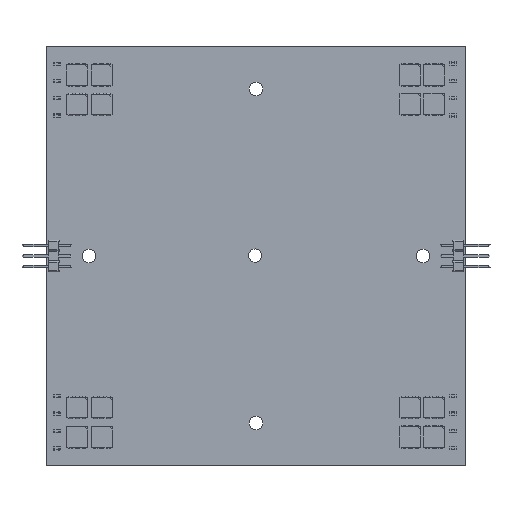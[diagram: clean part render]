
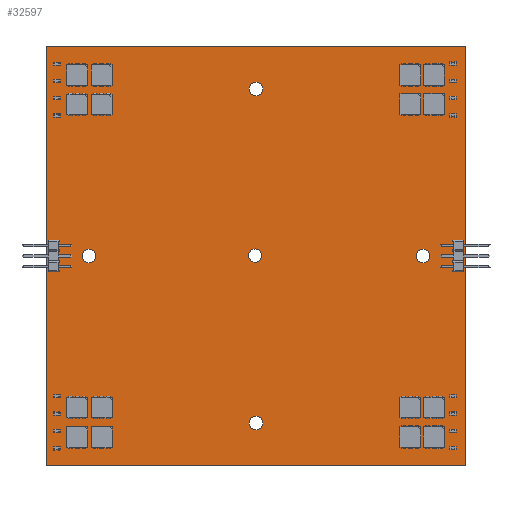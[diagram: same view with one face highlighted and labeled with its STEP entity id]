
A CAD part, top view. The second image highlights one B-rep face of the part: STEP entity #32597.
In plain terms, the highlighted planar face has unit normal (0, 0, 1).
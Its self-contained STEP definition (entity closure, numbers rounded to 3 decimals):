
#32152 = VERTEX_POINT('',#32153);
#32153 = CARTESIAN_POINT('',(-0.25,0.,0.));
#32159 = EDGE_CURVE('',#32152,#32160,#32162,.T.);
#32160 = VERTEX_POINT('',#32161);
#32161 = CARTESIAN_POINT('',(0.,-0.25,0.));
#32162 = CIRCLE('',#32163,0.249);
#32163 = AXIS2_PLACEMENT_3D('',#32164,#32165,#32166);
#32164 = CARTESIAN_POINT('',(-0.001,-0.001,
    0.));
#32165 = DIRECTION('',(0.,0.,1.));
#32166 = DIRECTION('',(-1.,0.003,0.));
#32192 = EDGE_CURVE('',#32160,#32193,#32195,.T.);
#32193 = VERTEX_POINT('',#32194);
#32194 = CARTESIAN_POINT('',(100.,-0.25,0.));
#32195 = LINE('',#32196,#32197);
#32196 = CARTESIAN_POINT('',(0.,-0.25,0.));
#32197 = VECTOR('',#32198,1.);
#32198 = DIRECTION('',(1.,0.,0.));
#32223 = EDGE_CURVE('',#32193,#32224,#32226,.T.);
#32224 = VERTEX_POINT('',#32225);
#32225 = CARTESIAN_POINT('',(100.25,0.,0.));
#32226 = CIRCLE('',#32227,0.249);
#32227 = AXIS2_PLACEMENT_3D('',#32228,#32229,#32230);
#32228 = CARTESIAN_POINT('',(100.001,-0.001,
    0.));
#32229 = DIRECTION('',(0.,0.,1.));
#32230 = DIRECTION('',(-0.003,-1.,0.));
#32256 = EDGE_CURVE('',#32224,#32257,#32259,.T.);
#32257 = VERTEX_POINT('',#32258);
#32258 = CARTESIAN_POINT('',(100.25,100.,0.));
#32259 = LINE('',#32260,#32261);
#32260 = CARTESIAN_POINT('',(100.25,0.,0.));
#32261 = VECTOR('',#32262,1.);
#32262 = DIRECTION('',(0.,1.,0.));
#32287 = EDGE_CURVE('',#32257,#32288,#32290,.T.);
#32288 = VERTEX_POINT('',#32289);
#32289 = CARTESIAN_POINT('',(100.,100.25,0.));
#32290 = CIRCLE('',#32291,0.249);
#32291 = AXIS2_PLACEMENT_3D('',#32292,#32293,#32294);
#32292 = CARTESIAN_POINT('',(100.001,100.001,0.));
#32293 = DIRECTION('',(0.,0.,1.));
#32294 = DIRECTION('',(1.,-0.003,0.));
#32320 = EDGE_CURVE('',#32288,#32321,#32323,.T.);
#32321 = VERTEX_POINT('',#32322);
#32322 = CARTESIAN_POINT('',(0.,100.25,0.));
#32323 = LINE('',#32324,#32325);
#32324 = CARTESIAN_POINT('',(100.,100.25,0.));
#32325 = VECTOR('',#32326,1.);
#32326 = DIRECTION('',(-1.,0.,0.));
#32351 = EDGE_CURVE('',#32321,#32352,#32354,.T.);
#32352 = VERTEX_POINT('',#32353);
#32353 = CARTESIAN_POINT('',(-0.25,100.,0.));
#32354 = CIRCLE('',#32355,0.249);
#32355 = AXIS2_PLACEMENT_3D('',#32356,#32357,#32358);
#32356 = CARTESIAN_POINT('',(-0.001,100.001,
    0.));
#32357 = DIRECTION('',(0.,0.,1.));
#32358 = DIRECTION('',(0.003,1.,0.));
#32384 = EDGE_CURVE('',#32352,#32152,#32385,.T.);
#32385 = LINE('',#32386,#32387);
#32386 = CARTESIAN_POINT('',(-0.25,100.,0.));
#32387 = VECTOR('',#32388,1.);
#32388 = DIRECTION('',(0.,-1.,0.));
#32408 = VERTEX_POINT('',#32409);
#32409 = CARTESIAN_POINT('',(11.6,50.,0.));
#32415 = EDGE_CURVE('',#32408,#32408,#32416,.T.);
#32416 = CIRCLE('',#32417,1.6);
#32417 = AXIS2_PLACEMENT_3D('',#32418,#32419,#32420);
#32418 = CARTESIAN_POINT('',(10.,50.,0.));
#32419 = DIRECTION('',(0.,0.,1.));
#32420 = DIRECTION('',(1.,0.,0.));
#32441 = VERTEX_POINT('',#32442);
#32442 = CARTESIAN_POINT('',(51.4,50.1,0.));
#32448 = EDGE_CURVE('',#32441,#32441,#32449,.T.);
#32449 = CIRCLE('',#32450,1.6);
#32450 = AXIS2_PLACEMENT_3D('',#32451,#32452,#32453);
#32451 = CARTESIAN_POINT('',(49.8,50.1,0.));
#32452 = DIRECTION('',(0.,0.,1.));
#32453 = DIRECTION('',(1.,0.,0.));
#32474 = VERTEX_POINT('',#32475);
#32475 = CARTESIAN_POINT('',(51.6,10.,0.));
#32481 = EDGE_CURVE('',#32474,#32474,#32482,.T.);
#32482 = CIRCLE('',#32483,1.6);
#32483 = AXIS2_PLACEMENT_3D('',#32484,#32485,#32486);
#32484 = CARTESIAN_POINT('',(50.,10.,0.));
#32485 = DIRECTION('',(0.,0.,1.));
#32486 = DIRECTION('',(1.,0.,0.));
#32507 = VERTEX_POINT('',#32508);
#32508 = CARTESIAN_POINT('',(51.6,90.,0.));
#32514 = EDGE_CURVE('',#32507,#32507,#32515,.T.);
#32515 = CIRCLE('',#32516,1.6);
#32516 = AXIS2_PLACEMENT_3D('',#32517,#32518,#32519);
#32517 = CARTESIAN_POINT('',(50.,90.,0.));
#32518 = DIRECTION('',(0.,0.,1.));
#32519 = DIRECTION('',(1.,0.,0.));
#32540 = VERTEX_POINT('',#32541);
#32541 = CARTESIAN_POINT('',(91.6,50.,0.));
#32547 = EDGE_CURVE('',#32540,#32540,#32548,.T.);
#32548 = CIRCLE('',#32549,1.6);
#32549 = AXIS2_PLACEMENT_3D('',#32550,#32551,#32552);
#32550 = CARTESIAN_POINT('',(90.,50.,0.));
#32551 = DIRECTION('',(0.,0.,1.));
#32552 = DIRECTION('',(1.,0.,0.));
#32597 = ADVANCED_FACE('',(#32598,#32608,#32611,#32614,#32617,#32620),
  #32623,.F.);
#32598 = FACE_BOUND('',#32599,.T.);
#32599 = EDGE_LOOP('',(#32600,#32601,#32602,#32603,#32604,#32605,#32606,
    #32607));
#32600 = ORIENTED_EDGE('',*,*,#32159,.T.);
#32601 = ORIENTED_EDGE('',*,*,#32192,.T.);
#32602 = ORIENTED_EDGE('',*,*,#32223,.T.);
#32603 = ORIENTED_EDGE('',*,*,#32256,.T.);
#32604 = ORIENTED_EDGE('',*,*,#32287,.T.);
#32605 = ORIENTED_EDGE('',*,*,#32320,.T.);
#32606 = ORIENTED_EDGE('',*,*,#32351,.T.);
#32607 = ORIENTED_EDGE('',*,*,#32384,.T.);
#32608 = FACE_BOUND('',#32609,.F.);
#32609 = EDGE_LOOP('',(#32610));
#32610 = ORIENTED_EDGE('',*,*,#32415,.T.);
#32611 = FACE_BOUND('',#32612,.F.);
#32612 = EDGE_LOOP('',(#32613));
#32613 = ORIENTED_EDGE('',*,*,#32448,.T.);
#32614 = FACE_BOUND('',#32615,.F.);
#32615 = EDGE_LOOP('',(#32616));
#32616 = ORIENTED_EDGE('',*,*,#32481,.T.);
#32617 = FACE_BOUND('',#32618,.F.);
#32618 = EDGE_LOOP('',(#32619));
#32619 = ORIENTED_EDGE('',*,*,#32514,.T.);
#32620 = FACE_BOUND('',#32621,.F.);
#32621 = EDGE_LOOP('',(#32622));
#32622 = ORIENTED_EDGE('',*,*,#32547,.T.);
#32623 = PLANE('',#32624);
#32624 = AXIS2_PLACEMENT_3D('',#32625,#32626,#32627);
#32625 = CARTESIAN_POINT('',(-0.25,0.,0.));
#32626 = DIRECTION('',(0.,0.,-1.));
#32627 = DIRECTION('',(-1.,0.,0.));
